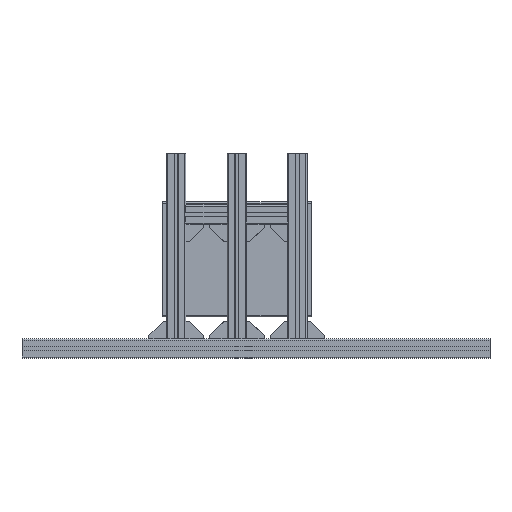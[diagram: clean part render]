
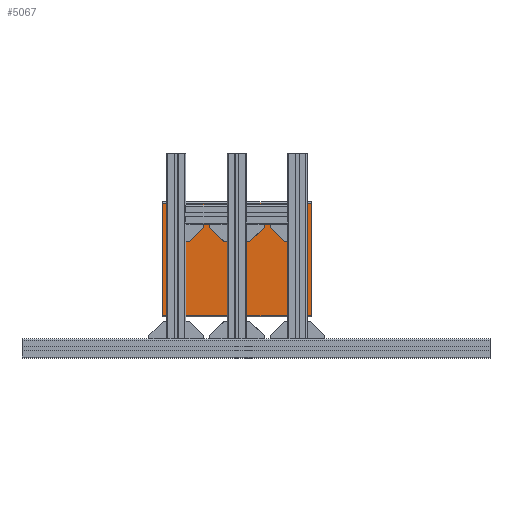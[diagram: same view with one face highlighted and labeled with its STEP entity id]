
A CAD part, front view. The second image highlights one B-rep face of the part: STEP entity #5067.
In plain terms, the highlighted face is planar.
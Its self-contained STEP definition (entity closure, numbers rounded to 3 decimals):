
#5=DIRECTION('',(0.,1.,0.));
#6=VECTOR('',#5,350.);
#7=CARTESIAN_POINT('',(267.5,0.,0.));
#8=LINE('',#7,#6);
#14=DIRECTION('',(1.,0.,0.));
#15=VECTOR('',#14,265.);
#16=CARTESIAN_POINT('',(2.5,0.,0.));
#17=LINE('',#16,#15);
#741=CARTESIAN_POINT('',(180.,317.5,0.));
#742=DIRECTION('',(0.,0.,1.));
#743=DIRECTION('',(0.,-1.,0.));
#744=AXIS2_PLACEMENT_3D('',#741,#742,#743);
#746=CARTESIAN_POINT('',(180.,317.5,0.));
#747=DIRECTION('',(0.,0.,1.));
#748=DIRECTION('',(0.,1.,0.));
#749=AXIS2_PLACEMENT_3D('',#746,#747,#748);
#751=CARTESIAN_POINT('',(90.,317.5,0.));
#752=DIRECTION('',(0.,0.,1.));
#753=DIRECTION('',(0.,-1.,0.));
#754=AXIS2_PLACEMENT_3D('',#751,#752,#753);
#756=CARTESIAN_POINT('',(90.,317.5,0.));
#757=DIRECTION('',(0.,0.,1.));
#758=DIRECTION('',(0.,1.,0.));
#759=AXIS2_PLACEMENT_3D('',#756,#757,#758);
#761=CARTESIAN_POINT('',(180.,175.,0.));
#762=DIRECTION('',(0.,0.,1.));
#763=DIRECTION('',(0.,-1.,0.));
#764=AXIS2_PLACEMENT_3D('',#761,#762,#763);
#766=CARTESIAN_POINT('',(180.,175.,0.));
#767=DIRECTION('',(0.,0.,1.));
#768=DIRECTION('',(0.,1.,0.));
#769=AXIS2_PLACEMENT_3D('',#766,#767,#768);
#771=CARTESIAN_POINT('',(90.,175.,0.));
#772=DIRECTION('',(0.,0.,1.));
#773=DIRECTION('',(0.,-1.,0.));
#774=AXIS2_PLACEMENT_3D('',#771,#772,#773);
#776=CARTESIAN_POINT('',(90.,175.,0.));
#777=DIRECTION('',(0.,0.,1.));
#778=DIRECTION('',(0.,1.,0.));
#779=AXIS2_PLACEMENT_3D('',#776,#777,#778);
#781=CARTESIAN_POINT('',(90.,32.5,0.));
#782=DIRECTION('',(0.,0.,1.));
#783=DIRECTION('',(0.,-1.,0.));
#784=AXIS2_PLACEMENT_3D('',#781,#782,#783);
#786=CARTESIAN_POINT('',(90.,32.5,0.));
#787=DIRECTION('',(0.,0.,1.));
#788=DIRECTION('',(0.,1.,0.));
#789=AXIS2_PLACEMENT_3D('',#786,#787,#788);
#791=CARTESIAN_POINT('',(180.,32.5,0.));
#792=DIRECTION('',(0.,0.,1.));
#793=DIRECTION('',(0.,-1.,0.));
#794=AXIS2_PLACEMENT_3D('',#791,#792,#793);
#796=CARTESIAN_POINT('',(180.,32.5,0.));
#797=DIRECTION('',(0.,0.,1.));
#798=DIRECTION('',(0.,1.,0.));
#799=AXIS2_PLACEMENT_3D('',#796,#797,#798);
#1165=DIRECTION('',(-1.,0.,0.));
#1166=VECTOR('',#1165,265.);
#1167=CARTESIAN_POINT('',(267.5,350.,0.));
#1168=LINE('',#1167,#1166);
#2585=DIRECTION('',(0.,-1.,0.));
#2586=VECTOR('',#2585,350.);
#2587=CARTESIAN_POINT('',(2.5,350.,0.));
#2588=LINE('',#2587,#2586);
#3449=CARTESIAN_POINT('',(267.5,0.,0.));
#3451=VERTEX_POINT('',#3449);
#3453=CARTESIAN_POINT('',(267.5,350.,0.));
#3454=VERTEX_POINT('',#3453);
#3474=CARTESIAN_POINT('',(2.5,0.,0.));
#3476=VERTEX_POINT('',#3474);
#3479=CARTESIAN_POINT('',(2.5,350.,0.));
#3480=VERTEX_POINT('',#3479);
#4417=CARTESIAN_POINT('',(180.,313.,0.));
#4418=CARTESIAN_POINT('',(180.,322.,0.));
#4419=VERTEX_POINT('',#4417);
#4420=VERTEX_POINT('',#4418);
#4421=CARTESIAN_POINT('',(90.,313.,0.));
#4422=CARTESIAN_POINT('',(90.,322.,0.));
#4423=VERTEX_POINT('',#4421);
#4424=VERTEX_POINT('',#4422);
#4441=CARTESIAN_POINT('',(180.,170.5,0.));
#4442=CARTESIAN_POINT('',(180.,179.5,0.));
#4443=VERTEX_POINT('',#4441);
#4444=VERTEX_POINT('',#4442);
#4445=CARTESIAN_POINT('',(90.,170.5,0.));
#4446=CARTESIAN_POINT('',(90.,179.5,0.));
#4447=VERTEX_POINT('',#4445);
#4448=VERTEX_POINT('',#4446);
#4449=CARTESIAN_POINT('',(90.,28.,0.));
#4450=CARTESIAN_POINT('',(90.,37.,0.));
#4451=VERTEX_POINT('',#4449);
#4452=VERTEX_POINT('',#4450);
#4453=CARTESIAN_POINT('',(180.,28.,0.));
#4454=CARTESIAN_POINT('',(180.,37.,0.));
#4455=VERTEX_POINT('',#4453);
#4456=VERTEX_POINT('',#4454);
#5018=CARTESIAN_POINT('',(135.,175.,0.));
#5019=DIRECTION('',(0.,0.,1.));
#5020=DIRECTION('',(-1.,0.,0.));
#5021=AXIS2_PLACEMENT_3D('',#5018,#5019,#5020);
#5022=PLANE('',#5021);
#5023=ORIENTED_EDGE('',*,*,#4516,.T.);
#5025=ORIENTED_EDGE('',*,*,#5024,.T.);
#5027=ORIENTED_EDGE('',*,*,#5026,.T.);
#5028=ORIENTED_EDGE('',*,*,#4527,.T.);
#5029=EDGE_LOOP('',(#5023,#5025,#5027,#5028));
#5030=FACE_OUTER_BOUND('',#5029,.F.);
#5032=ORIENTED_EDGE('',*,*,#5031,.F.);
#5034=ORIENTED_EDGE('',*,*,#5033,.F.);
#5035=EDGE_LOOP('',(#5032,#5034));
#5036=FACE_BOUND('',#5035,.F.);
#5038=ORIENTED_EDGE('',*,*,#5037,.F.);
#5040=ORIENTED_EDGE('',*,*,#5039,.F.);
#5041=EDGE_LOOP('',(#5038,#5040));
#5042=FACE_BOUND('',#5041,.F.);
#5044=ORIENTED_EDGE('',*,*,#5043,.F.);
#5046=ORIENTED_EDGE('',*,*,#5045,.F.);
#5047=EDGE_LOOP('',(#5044,#5046));
#5048=FACE_BOUND('',#5047,.F.);
#5050=ORIENTED_EDGE('',*,*,#5049,.F.);
#5052=ORIENTED_EDGE('',*,*,#5051,.F.);
#5053=EDGE_LOOP('',(#5050,#5052));
#5054=FACE_BOUND('',#5053,.F.);
#5056=ORIENTED_EDGE('',*,*,#5055,.F.);
#5058=ORIENTED_EDGE('',*,*,#5057,.F.);
#5059=EDGE_LOOP('',(#5056,#5058));
#5060=FACE_BOUND('',#5059,.F.);
#5062=ORIENTED_EDGE('',*,*,#5061,.F.);
#5064=ORIENTED_EDGE('',*,*,#5063,.F.);
#5065=EDGE_LOOP('',(#5062,#5064));
#5066=FACE_BOUND('',#5065,.F.);
#5067=ADVANCED_FACE('',(#5030,#5036,#5042,#5048,#5054,#5060,#5066),#5022,.F.);
#745=CIRCLE('',#744,4.5);
#750=CIRCLE('',#749,4.5);
#755=CIRCLE('',#754,4.5);
#760=CIRCLE('',#759,4.5);
#765=CIRCLE('',#764,4.5);
#770=CIRCLE('',#769,4.5);
#775=CIRCLE('',#774,4.5);
#780=CIRCLE('',#779,4.5);
#785=CIRCLE('',#784,4.5);
#790=CIRCLE('',#789,4.5);
#795=CIRCLE('',#794,4.5);
#800=CIRCLE('',#799,4.5);
#4516=EDGE_CURVE('',#3451,#3454,#8,.T.);
#4527=EDGE_CURVE('',#3476,#3451,#17,.T.);
#5024=EDGE_CURVE('',#3454,#3480,#1168,.T.);
#5026=EDGE_CURVE('',#3480,#3476,#2588,.T.);
#5031=EDGE_CURVE('',#4419,#4420,#745,.T.);
#5033=EDGE_CURVE('',#4420,#4419,#750,.T.);
#5037=EDGE_CURVE('',#4423,#4424,#755,.T.);
#5039=EDGE_CURVE('',#4424,#4423,#760,.T.);
#5043=EDGE_CURVE('',#4443,#4444,#765,.T.);
#5045=EDGE_CURVE('',#4444,#4443,#770,.T.);
#5049=EDGE_CURVE('',#4447,#4448,#775,.T.);
#5051=EDGE_CURVE('',#4448,#4447,#780,.T.);
#5055=EDGE_CURVE('',#4451,#4452,#785,.T.);
#5057=EDGE_CURVE('',#4452,#4451,#790,.T.);
#5061=EDGE_CURVE('',#4455,#4456,#795,.T.);
#5063=EDGE_CURVE('',#4456,#4455,#800,.T.);
